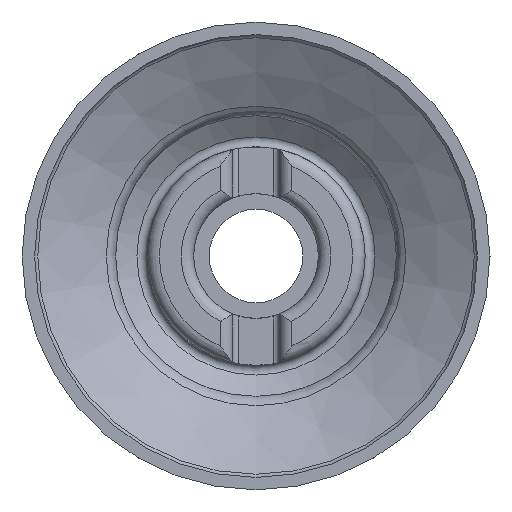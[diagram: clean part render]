
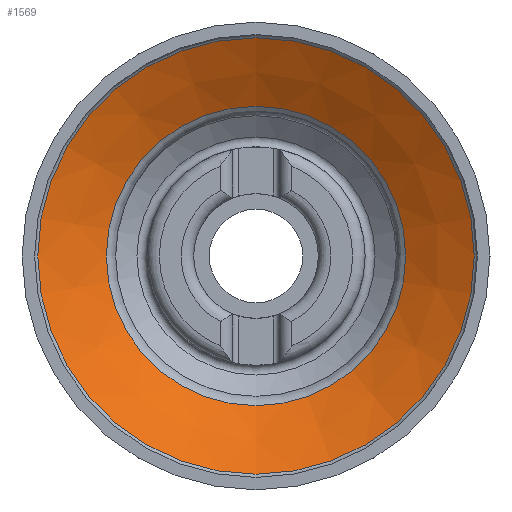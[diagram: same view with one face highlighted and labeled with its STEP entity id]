
A CAD part, front view. The second image highlights one B-rep face of the part: STEP entity #1569.
In plain terms, the highlighted conical face has half-angle 60 degrees and reference radius 7 mm.
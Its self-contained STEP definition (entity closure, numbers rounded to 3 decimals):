
#28=CONICAL_SURFACE('',#1684,7.,1.047);
#260=ORIENTED_EDGE('',*,*,#509,.F.);
#261=ORIENTED_EDGE('',*,*,#508,.T.);
#508=EDGE_CURVE('',#632,#632,#702,.T.);
#509=EDGE_CURVE('',#633,#633,#703,.T.);
#632=VERTEX_POINT('',#2304);
#633=VERTEX_POINT('',#2307);
#702=CIRCLE('',#1683,7.);
#703=CIRCLE('',#1685,4.8);
#771=EDGE_LOOP('',(#260));
#772=EDGE_LOOP('',(#261));
#889=FACE_BOUND('',#771,.T.);
#890=FACE_BOUND('',#772,.T.);
#1569=ADVANCED_FACE('',(#889,#890),#28,.F.);
#1683=AXIS2_PLACEMENT_3D('',#2303,#1889,#1890);
#1684=AXIS2_PLACEMENT_3D('',#2305,#1891,#1892);
#1685=AXIS2_PLACEMENT_3D('',#2306,#1893,#1894);
#1889=DIRECTION('',(0.,-1.,0.));
#1890=DIRECTION('',(0.,0.,-1.));
#1891=DIRECTION('',(0.,-1.,0.));
#1892=DIRECTION('',(0.,0.,-1.));
#1893=DIRECTION('',(0.,-1.,0.));
#1894=DIRECTION('',(0.,0.,-1.));
#2303=CARTESIAN_POINT('',(0.,0.31,0.));
#2304=CARTESIAN_POINT('',(0.,0.31,-7.));
#2305=CARTESIAN_POINT('',(0.,0.31,0.));
#2306=CARTESIAN_POINT('',(0.,1.58,0.));
#2307=CARTESIAN_POINT('',(0.,1.58,-4.8));
